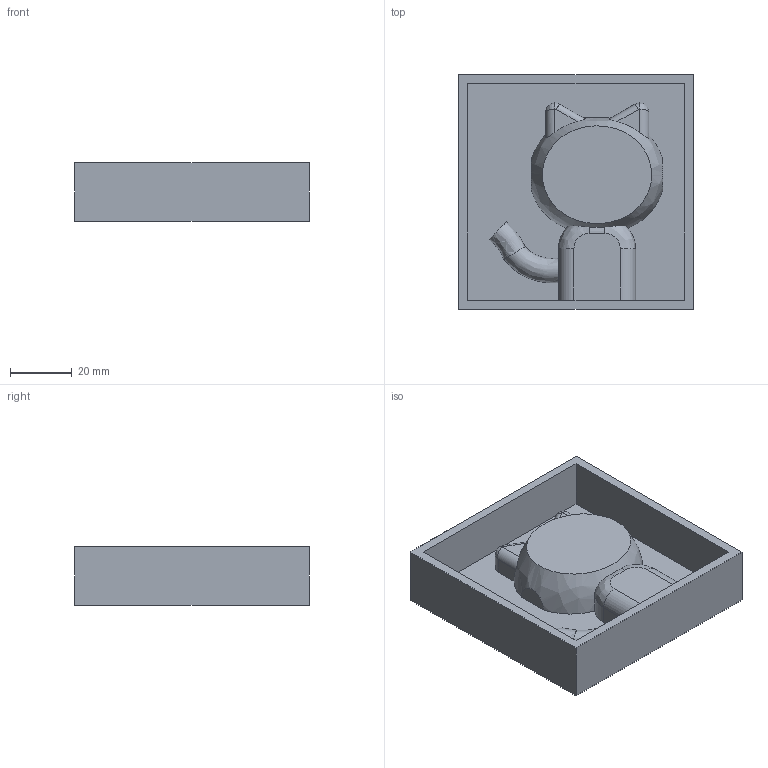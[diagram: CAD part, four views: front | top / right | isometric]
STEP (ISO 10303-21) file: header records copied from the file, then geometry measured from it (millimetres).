
FILE_DESCRIPTION(/* description */ (''),/* implementation_level */ '2;1');
FILE_NAME(/* name */ '6_molde_aluminio.stp',/* time_stamp */ '2023-10-12T14:57:49-06:00',/* author */ ('Cris Pat'),/* organization */ (''),/* preprocessor_version */ 'ST-DEVELOPER v19.2',/* originating_system */ 'Autodesk Inventor 2023',/* authorisation */ '');
FILE_SCHEMA (('AUTOMOTIVE_DESIGN { 1 0 10303 214 3 1 1 }'));
Length unit declared in the file: millimetre
Products named in the file (1): 6_molde_aluminio
Bounding box: 76.2 x 76.2 x 19.05 mm (x, y, z)
Volume: 54614.7 mm3; surface area: 29272.1 mm2
Topology: 1 solids, 2 shells, 50 faces, 134 edges, 86 vertices
Faces by surface type: plane 30, cylinder 11, bspline 9
Entity records: 2016 total; most frequent: CARTESIAN_POINT 778, ORIENTED_EDGE 256, DIRECTION 232, EDGE_CURVE 132, VERTEX_POINT 86, AXIS2_PLACEMENT_3D 80, LINE 72, VECTOR 72
